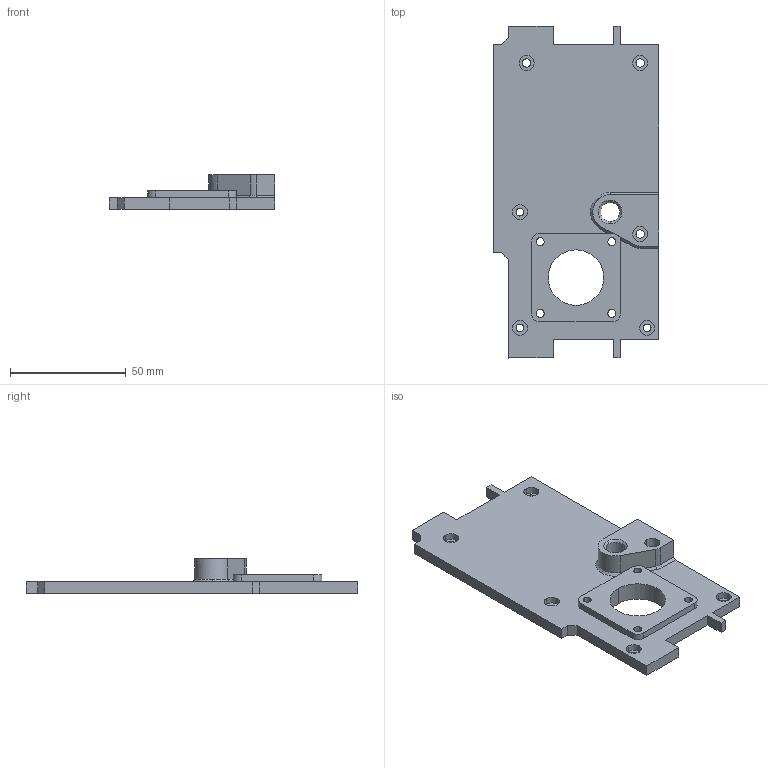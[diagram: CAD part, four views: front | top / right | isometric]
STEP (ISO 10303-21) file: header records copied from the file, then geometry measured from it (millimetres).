
FILE_DESCRIPTION (( 'STEP AP203' ), '1' );
FILE_NAME ('motor housing LEFT-Cover.STEP', '2019-01-01T17:58:49', ( '' ), ( '' ), 'SwSTEP 2.0', 'SolidWorks 2018', '' );
FILE_SCHEMA (( 'CONFIG_CONTROL_DESIGN' ));
Length unit declared in the file: millimetre
Products named in the file (1): motor housing LEFT-Cover
Bounding box: 71.5 x 143.63 x 15 mm (x, y, z)
Volume: 50096.6 mm3; surface area: 22900.6 mm2
Topology: 1 solids, 1 shells, 89 faces, 239 edges, 158 vertices
Faces by surface type: plane 43, cylinder 41, cone 5
Entity records: 2936 total; most frequent: DIRECTION 509, CARTESIAN_POINT 487, ORIENTED_EDGE 478, EDGE_CURVE 239, AXIS2_PLACEMENT_3D 180, VERTEX_POINT 158, LINE 149, VECTOR 149
